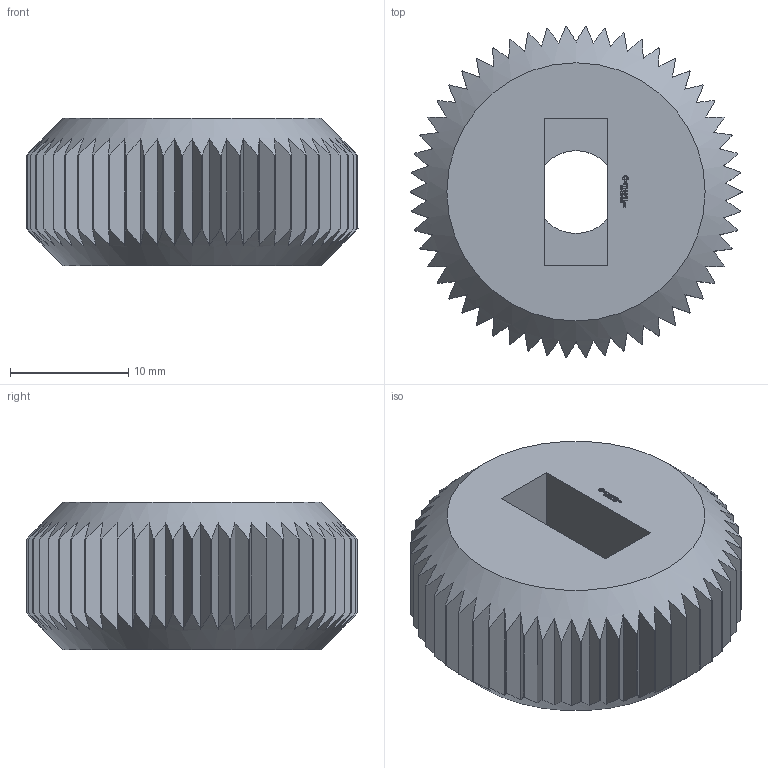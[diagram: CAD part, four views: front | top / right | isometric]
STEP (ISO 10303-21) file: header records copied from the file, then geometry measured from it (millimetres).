
FILE_DESCRIPTION(('FreeCAD Model'),'2;1');
FILE_NAME('Open CASCADE Shape Model','2024-01-03T18:15:52',(''),(''), 'Open CASCADE STEP processor 7.6','FreeCAD','Unknown');
FILE_SCHEMA(('AUTOMOTIVE_DESIGN { 1 0 10303 214 1 1 1 1 }'));
Length unit declared in the file: millimetre
Products named in the file (1): Knob KNR BVD SCR ISR BU01.00x02.25 - SPN-KNB-0004 (stemfie.org)
Bounding box: 28.12 x 28.08 x 12.5 mm (x, y, z)
Volume: 5809.9 mm3; surface area: 2925.6 mm2
Topology: 1 solids, 1 shells, 642 faces, 1812 edges, 1206 vertices
Faces by surface type: plane 434, extrusion 148, cylinder 56, cone 4
Entity records: 45188 total; most frequent: CARTESIAN_POINT 9877, DIRECTION 6096, VECTOR 4210, LINE 4062, ORIENTED_EDGE 3624, PCURVE 3624, DEFINITIONAL_REPRESENTATION 3624, EDGE_CURVE 1812
